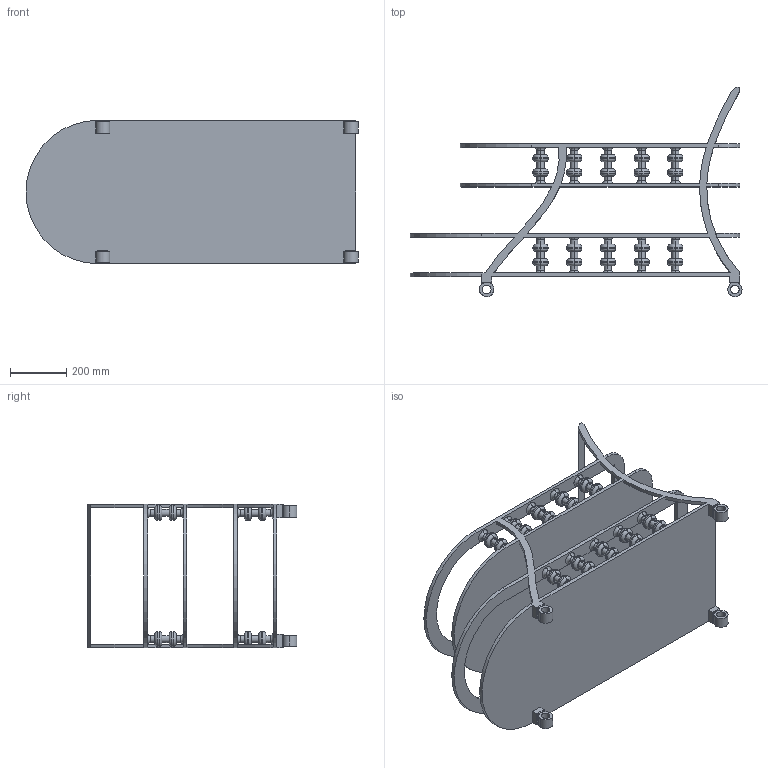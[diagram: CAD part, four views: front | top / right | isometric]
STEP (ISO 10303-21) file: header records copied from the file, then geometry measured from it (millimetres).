
FILE_DESCRIPTION (( 'STEP AP203' ), '1' );
FILE_NAME ('Q2.Tea Table.STEP', '2023-08-15T02:55:59', ( '' ), ( '' ), 'SwSTEP 2.0', 'SolidWorks 2022', '' );
FILE_SCHEMA (( 'CONFIG_CONTROL_DESIGN' ));
Length unit declared in the file: inch
Products named in the file (1): Q2.Tea Table
Bounding box: 1176.02 x 741.68 x 508 mm (x, y, z)
Volume: 20774572.7 mm3; surface area: 3447407.2 mm2
Topology: 5 solids, 5 shells, 662 faces, 1534 edges, 928 vertices
Faces by surface type: cylinder 245, torus 230, plane 151, bspline 36
Entity records: 20363 total; most frequent: CARTESIAN_POINT 4637, DIRECTION 3644, ORIENTED_EDGE 3068, AXIS2_PLACEMENT_3D 1575, EDGE_CURVE 1534, CIRCLE 948, VERTEX_POINT 928, EDGE_LOOP 780
